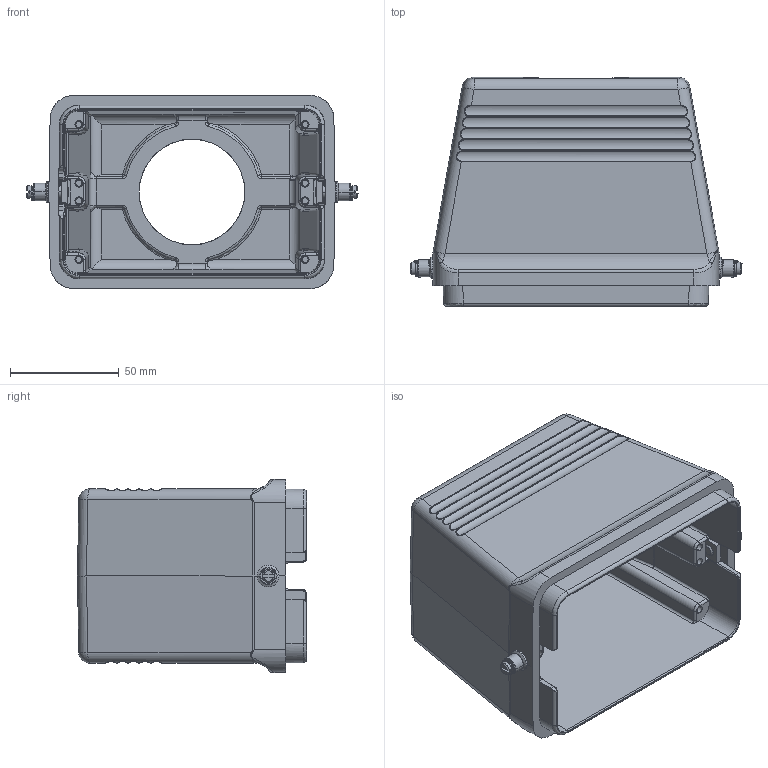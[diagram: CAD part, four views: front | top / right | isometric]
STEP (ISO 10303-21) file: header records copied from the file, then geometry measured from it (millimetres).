
FILE_DESCRIPTION(/* description */ (''),/* implementation_level */ '2;1');
FILE_NAME(/* name */ 'C146_21R048_608_1.stp',/* time_stamp */ '2018-10-12T07:24:57+02:00',/* author */ (''),/* organization */ (''),/* preprocessor_version */ 'ST-DEVELOPER v16',/* originating_system */ 'SIEMENS PLM Software NX 11.0',/* authorisation */ '');
FILE_SCHEMA (('AP203_CONFIGURATION_CONTROLLED_3D_DESIGN_OF_MECHANICAL_PARTS_AND_ASSEMBLIES_MIM_LF { 1 0 10303 403 2 1 2}'));
Length unit declared in the file: millimetre
Products named in the file (1): c146 21r048 608 1nxm001-02
Bounding box: 152.47 x 105.2 x 88.7 mm (x, y, z)
Volume: 211146.5 mm3; surface area: 96326.8 mm2
Topology: 1 solids, 1 shells, 577 faces, 1378 edges, 830 vertices
Faces by surface type: cylinder 261, plane 150, bspline 104, torus 28, cone 20, sphere 14
Entity records: 24259 total; most frequent: CARTESIAN_POINT 11630, ORIENTED_EDGE 2756, DIRECTION 2299, EDGE_CURVE 1378, AXIS2_PLACEMENT_3D 860, VERTEX_POINT 830, EDGE_LOOP 610, LINE 579
